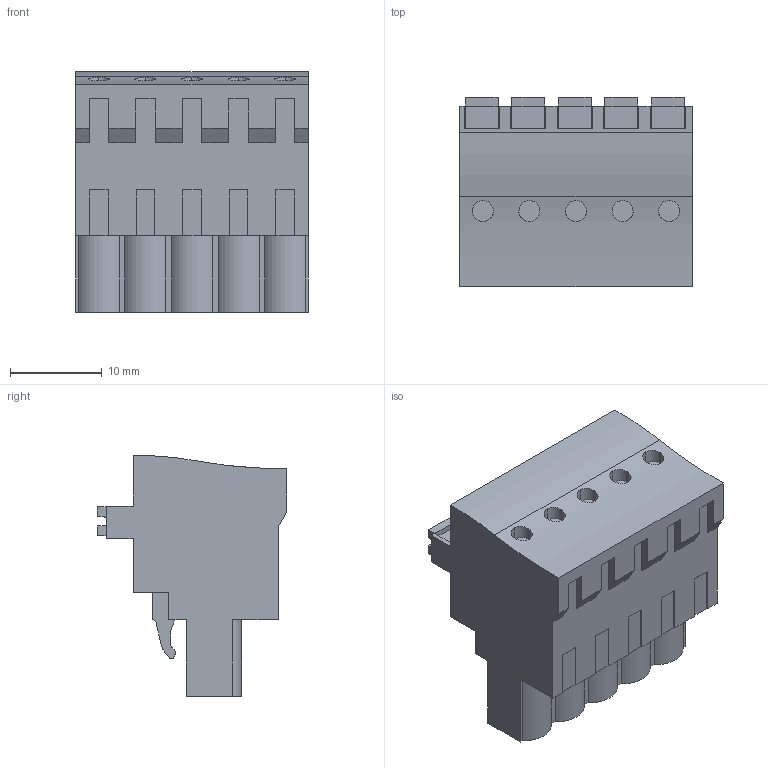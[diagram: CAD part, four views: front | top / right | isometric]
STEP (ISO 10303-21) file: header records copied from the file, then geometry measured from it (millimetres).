
FILE_DESCRIPTION(('CATIA V5 STEP Exchange','CAx-IF Rec.Pracs.--- Model Styling and Organization---1.2---2011-12-15'),'2;1');
FILE_NAME ('D1446259_0_1001560000_1001560000.stp','2017-09-08T11:45:28+00:00',('none'),('Weidmueller'),'CATIA Version 5-6 Release 2014','CATIA V5 STEP AP214','none');
FILE_SCHEMA(('AUTOMOTIVE_DESIGN { 1 0 10303 214 1 1 1 1 }'));
Length unit declared in the file: millimetre
Products named in the file (1): 1001560000
Bounding box: 25.4 x 20.64 x 26.24 mm (x, y, z)
Volume: 7771.6 mm3; surface area: 3761.5 mm2
Topology: 6 solids, 6 shells, 357 faces, 1020 edges, 695 vertices
Faces by surface type: plane 289, cylinder 60, extrusion 8
Entity records: 11080 total; most frequent: CARTESIAN_POINT 2229, ORIENTED_EDGE 2040, DIRECTION 1449, EDGE_CURVE 1020, VECTOR 869, LINE 861, VERTEX_POINT 695, EDGE_LOOP 377
